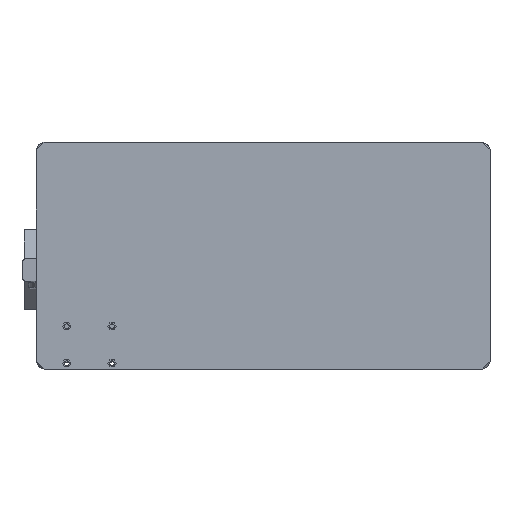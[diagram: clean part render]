
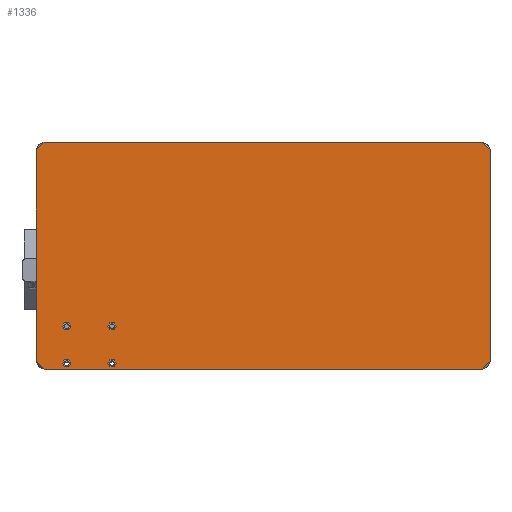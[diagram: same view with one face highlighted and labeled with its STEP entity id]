
A CAD part, front view. The second image highlights one B-rep face of the part: STEP entity #1336.
In plain terms, the highlighted planar face has unit normal (0, -1, 0).
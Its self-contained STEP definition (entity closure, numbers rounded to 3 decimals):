
#1=DIRECTION('',(-0.5,0.,-0.866));
#2=VECTOR('',#1,2.78);
#3=CARTESIAN_POINT('',(-131.409,0.,-44.287));
#4=LINE('',#3,#2);
#5=DIRECTION('',(0.5,0.,-0.866));
#6=VECTOR('',#5,2.82);
#7=CARTESIAN_POINT('',(-132.799,0.,-46.695));
#8=LINE('',#7,#6);
#9=DIRECTION('',(1.,0.,0.));
#10=VECTOR('',#9,2.8);
#11=CARTESIAN_POINT('',(-131.389,0.,-49.137));
#12=LINE('',#11,#10);
#13=DIRECTION('',(0.5,0.,0.866));
#14=VECTOR('',#13,2.78);
#15=CARTESIAN_POINT('',(-128.589,0.,-49.137));
#16=LINE('',#15,#14);
#17=DIRECTION('',(-0.5,0.,0.866));
#18=VECTOR('',#17,2.82);
#19=CARTESIAN_POINT('',(-127.199,0.,-46.729));
#20=LINE('',#19,#18);
#21=DIRECTION('',(-1.,0.,0.));
#22=VECTOR('',#21,2.8);
#23=CARTESIAN_POINT('',(-128.609,0.,-44.287));
#24=LINE('',#23,#22);
#25=DIRECTION('',(-1.,0.,0.));
#26=VECTOR('',#25,2.8);
#27=CARTESIAN_POINT('',(-98.589,0.,-44.27));
#28=LINE('',#27,#26);
#29=DIRECTION('',(-0.5,0.,-0.866));
#30=VECTOR('',#29,2.82);
#31=CARTESIAN_POINT('',(-101.389,0.,-44.27));
#32=LINE('',#31,#30);
#33=DIRECTION('',(0.5,0.,-0.866));
#34=VECTOR('',#33,2.8);
#35=CARTESIAN_POINT('',(-102.8,0.,-46.712));
#36=LINE('',#35,#34);
#37=DIRECTION('',(1.,0.,0.));
#38=VECTOR('',#37,2.8);
#39=CARTESIAN_POINT('',(-101.4,0.,-49.137));
#40=LINE('',#39,#38);
#41=DIRECTION('',(0.5,0.,0.866));
#42=VECTOR('',#41,2.82);
#43=CARTESIAN_POINT('',(-98.6,0.,-49.137));
#44=LINE('',#43,#42);
#45=DIRECTION('',(-0.5,0.,0.866));
#46=VECTOR('',#45,2.8);
#47=CARTESIAN_POINT('',(-97.189,0.,-46.695));
#48=LINE('',#47,#46);
#49=DIRECTION('',(1.,0.,0.));
#50=VECTOR('',#49,2.8);
#51=CARTESIAN_POINT('',(-131.409,0.,-73.636));
#52=LINE('',#51,#50);
#53=DIRECTION('',(0.5,0.,0.866));
#54=VECTOR('',#53,2.82);
#55=CARTESIAN_POINT('',(-128.609,0.,-73.636));
#56=LINE('',#55,#54);
#57=DIRECTION('',(-0.5,0.,0.866));
#58=VECTOR('',#57,2.78);
#59=CARTESIAN_POINT('',(-127.199,0.,-71.194));
#60=LINE('',#59,#58);
#61=DIRECTION('',(-1.,0.,0.));
#62=VECTOR('',#61,2.8);
#63=CARTESIAN_POINT('',(-128.589,0.,-68.786));
#64=LINE('',#63,#62);
#65=DIRECTION('',(-0.5,0.,-0.866));
#66=VECTOR('',#65,2.82);
#67=CARTESIAN_POINT('',(-131.389,0.,-68.786));
#68=LINE('',#67,#66);
#69=DIRECTION('',(0.5,0.,-0.866));
#70=VECTOR('',#69,2.78);
#71=CARTESIAN_POINT('',(-132.799,0.,-71.228));
#72=LINE('',#71,#70);
#73=DIRECTION('',(0.5,0.,0.866));
#74=VECTOR('',#73,2.8);
#75=CARTESIAN_POINT('',(-98.589,0.,-73.654));
#76=LINE('',#75,#74);
#77=DIRECTION('',(-0.5,0.,0.866));
#78=VECTOR('',#77,2.82);
#79=CARTESIAN_POINT('',(-97.189,0.,-71.229));
#80=LINE('',#79,#78);
#81=DIRECTION('',(-1.,0.,0.));
#82=VECTOR('',#81,2.8);
#83=CARTESIAN_POINT('',(-98.6,0.,-68.786));
#84=LINE('',#83,#82);
#85=DIRECTION('',(-0.5,0.,-0.866));
#86=VECTOR('',#85,2.8);
#87=CARTESIAN_POINT('',(-101.4,0.,-68.786));
#88=LINE('',#87,#86);
#89=DIRECTION('',(0.5,0.,-0.866));
#90=VECTOR('',#89,2.82);
#91=CARTESIAN_POINT('',(-102.8,0.,-71.211));
#92=LINE('',#91,#90);
#93=DIRECTION('',(1.,0.,0.));
#94=VECTOR('',#93,2.8);
#95=CARTESIAN_POINT('',(-101.389,0.,-73.654));
#96=LINE('',#95,#94);
#97=DIRECTION('',(-0.707,0.,0.707));
#98=VECTOR('',#97,7.071);
#99=CARTESIAN_POINT('',(150.,0.,70.));
#100=LINE('',#99,#98);
#101=DIRECTION('',(0.,0.,-1.));
#102=VECTOR('',#101,140.);
#103=CARTESIAN_POINT('',(150.,0.,70.));
#104=LINE('',#103,#102);
#105=DIRECTION('',(0.707,0.,0.707));
#106=VECTOR('',#105,7.071);
#107=CARTESIAN_POINT('',(145.,0.,-75.));
#108=LINE('',#107,#106);
#109=DIRECTION('',(-1.,0.,0.));
#110=VECTOR('',#109,290.);
#111=CARTESIAN_POINT('',(145.,0.,-75.));
#112=LINE('',#111,#110);
#113=DIRECTION('',(0.707,0.,-0.707));
#114=VECTOR('',#113,7.071);
#115=CARTESIAN_POINT('',(-150.,0.,-70.));
#116=LINE('',#115,#114);
#117=DIRECTION('',(0.,0.,1.));
#118=VECTOR('',#117,140.);
#119=CARTESIAN_POINT('',(-150.,0.,-70.));
#120=LINE('',#119,#118);
#121=DIRECTION('',(-0.707,0.,-0.707));
#122=VECTOR('',#121,7.071);
#123=CARTESIAN_POINT('',(-145.,0.,75.));
#124=LINE('',#123,#122);
#125=DIRECTION('',(1.,0.,0.));
#126=VECTOR('',#125,290.);
#127=CARTESIAN_POINT('',(-145.,0.,75.));
#128=LINE('',#127,#126);
#1009=CARTESIAN_POINT('',(-131.409,0.,-44.287));
#1010=CARTESIAN_POINT('',(-132.799,0.,-46.695));
#1011=VERTEX_POINT('',#1009);
#1012=VERTEX_POINT('',#1010);
#1013=CARTESIAN_POINT('',(-131.389,0.,-49.137));
#1014=VERTEX_POINT('',#1013);
#1015=CARTESIAN_POINT('',(-128.589,0.,-49.137));
#1016=VERTEX_POINT('',#1015);
#1017=CARTESIAN_POINT('',(-127.199,0.,-46.729));
#1018=VERTEX_POINT('',#1017);
#1019=CARTESIAN_POINT('',(-128.609,0.,-44.287));
#1020=VERTEX_POINT('',#1019);
#1021=CARTESIAN_POINT('',(-98.589,0.,-44.27));
#1022=CARTESIAN_POINT('',(-101.389,0.,-44.27));
#1023=VERTEX_POINT('',#1021);
#1024=VERTEX_POINT('',#1022);
#1025=CARTESIAN_POINT('',(-102.8,0.,-46.712));
#1026=VERTEX_POINT('',#1025);
#1027=CARTESIAN_POINT('',(-101.4,0.,-49.137));
#1028=VERTEX_POINT('',#1027);
#1029=CARTESIAN_POINT('',(-98.6,0.,-49.137));
#1030=VERTEX_POINT('',#1029);
#1031=CARTESIAN_POINT('',(-97.189,0.,-46.695));
#1032=VERTEX_POINT('',#1031);
#1121=CARTESIAN_POINT('',(150.,0.,70.));
#1122=CARTESIAN_POINT('',(145.,0.,75.));
#1123=VERTEX_POINT('',#1121);
#1124=VERTEX_POINT('',#1122);
#1129=CARTESIAN_POINT('',(145.,0.,-75.));
#1130=CARTESIAN_POINT('',(150.,0.,-70.));
#1131=VERTEX_POINT('',#1129);
#1132=VERTEX_POINT('',#1130);
#1137=CARTESIAN_POINT('',(-145.,0.,75.));
#1138=CARTESIAN_POINT('',(-150.,0.,70.));
#1139=VERTEX_POINT('',#1137);
#1140=VERTEX_POINT('',#1138);
#1145=CARTESIAN_POINT('',(-150.,0.,-70.));
#1146=CARTESIAN_POINT('',(-145.,0.,-75.));
#1147=VERTEX_POINT('',#1145);
#1148=VERTEX_POINT('',#1146);
#1233=CARTESIAN_POINT('',(-131.409,0.,-73.636));
#1234=CARTESIAN_POINT('',(-128.609,0.,-73.636));
#1235=VERTEX_POINT('',#1233);
#1236=VERTEX_POINT('',#1234);
#1237=CARTESIAN_POINT('',(-127.199,0.,-71.194));
#1238=VERTEX_POINT('',#1237);
#1239=CARTESIAN_POINT('',(-128.589,0.,-68.786));
#1240=VERTEX_POINT('',#1239);
#1241=CARTESIAN_POINT('',(-131.389,0.,-68.786));
#1242=VERTEX_POINT('',#1241);
#1243=CARTESIAN_POINT('',(-132.799,0.,-71.228));
#1244=VERTEX_POINT('',#1243);
#1245=CARTESIAN_POINT('',(-98.589,0.,-73.654));
#1246=CARTESIAN_POINT('',(-97.189,0.,-71.229));
#1247=VERTEX_POINT('',#1245);
#1248=VERTEX_POINT('',#1246);
#1249=CARTESIAN_POINT('',(-98.6,0.,-68.786));
#1250=VERTEX_POINT('',#1249);
#1251=CARTESIAN_POINT('',(-101.4,0.,-68.786));
#1252=VERTEX_POINT('',#1251);
#1253=CARTESIAN_POINT('',(-102.8,0.,-71.211));
#1254=VERTEX_POINT('',#1253);
#1255=CARTESIAN_POINT('',(-101.389,0.,-73.654));
#1256=VERTEX_POINT('',#1255);
#1257=CARTESIAN_POINT('',(0.,0.,0.));
#1258=DIRECTION('',(0.,1.,0.));
#1259=DIRECTION('',(1.,0.,0.));
#1260=AXIS2_PLACEMENT_3D('',#1257,#1258,#1259);
#1261=PLANE('',#1260);
#1263=ORIENTED_EDGE('',*,*,#1262,.F.);
#1265=ORIENTED_EDGE('',*,*,#1264,.T.);
#1267=ORIENTED_EDGE('',*,*,#1266,.F.);
#1269=ORIENTED_EDGE('',*,*,#1268,.T.);
#1271=ORIENTED_EDGE('',*,*,#1270,.F.);
#1273=ORIENTED_EDGE('',*,*,#1272,.T.);
#1275=ORIENTED_EDGE('',*,*,#1274,.F.);
#1277=ORIENTED_EDGE('',*,*,#1276,.T.);
#1278=EDGE_LOOP('',(#1263,#1265,#1267,#1269,#1271,#1273,#1275,#1277));
#1279=FACE_OUTER_BOUND('',#1278,.F.);
#1281=ORIENTED_EDGE('',*,*,#1280,.T.);
#1283=ORIENTED_EDGE('',*,*,#1282,.T.);
#1285=ORIENTED_EDGE('',*,*,#1284,.T.);
#1287=ORIENTED_EDGE('',*,*,#1286,.T.);
#1289=ORIENTED_EDGE('',*,*,#1288,.T.);
#1291=ORIENTED_EDGE('',*,*,#1290,.T.);
#1292=EDGE_LOOP('',(#1281,#1283,#1285,#1287,#1289,#1291));
#1293=FACE_BOUND('',#1292,.F.);
#1295=ORIENTED_EDGE('',*,*,#1294,.T.);
#1297=ORIENTED_EDGE('',*,*,#1296,.T.);
#1299=ORIENTED_EDGE('',*,*,#1298,.T.);
#1301=ORIENTED_EDGE('',*,*,#1300,.T.);
#1303=ORIENTED_EDGE('',*,*,#1302,.T.);
#1305=ORIENTED_EDGE('',*,*,#1304,.T.);
#1306=EDGE_LOOP('',(#1295,#1297,#1299,#1301,#1303,#1305));
#1307=FACE_BOUND('',#1306,.F.);
#1309=ORIENTED_EDGE('',*,*,#1308,.T.);
#1311=ORIENTED_EDGE('',*,*,#1310,.T.);
#1313=ORIENTED_EDGE('',*,*,#1312,.T.);
#1315=ORIENTED_EDGE('',*,*,#1314,.T.);
#1317=ORIENTED_EDGE('',*,*,#1316,.T.);
#1319=ORIENTED_EDGE('',*,*,#1318,.T.);
#1320=EDGE_LOOP('',(#1309,#1311,#1313,#1315,#1317,#1319));
#1321=FACE_BOUND('',#1320,.F.);
#1323=ORIENTED_EDGE('',*,*,#1322,.T.);
#1325=ORIENTED_EDGE('',*,*,#1324,.T.);
#1327=ORIENTED_EDGE('',*,*,#1326,.T.);
#1329=ORIENTED_EDGE('',*,*,#1328,.T.);
#1331=ORIENTED_EDGE('',*,*,#1330,.T.);
#1333=ORIENTED_EDGE('',*,*,#1332,.T.);
#1334=EDGE_LOOP('',(#1323,#1325,#1327,#1329,#1331,#1333));
#1335=FACE_BOUND('',#1334,.F.);
#1336=ADVANCED_FACE('',(#1279,#1293,#1307,#1321,#1335),#1261,.F.);
#1262=EDGE_CURVE('',#1123,#1124,#100,.T.);
#1264=EDGE_CURVE('',#1123,#1132,#104,.T.);
#1266=EDGE_CURVE('',#1131,#1132,#108,.T.);
#1268=EDGE_CURVE('',#1131,#1148,#112,.T.);
#1270=EDGE_CURVE('',#1147,#1148,#116,.T.);
#1272=EDGE_CURVE('',#1147,#1140,#120,.T.);
#1274=EDGE_CURVE('',#1139,#1140,#124,.T.);
#1276=EDGE_CURVE('',#1139,#1124,#128,.T.);
#1280=EDGE_CURVE('',#1023,#1024,#28,.T.);
#1282=EDGE_CURVE('',#1024,#1026,#32,.T.);
#1284=EDGE_CURVE('',#1026,#1028,#36,.T.);
#1286=EDGE_CURVE('',#1028,#1030,#40,.T.);
#1288=EDGE_CURVE('',#1030,#1032,#44,.T.);
#1290=EDGE_CURVE('',#1032,#1023,#48,.T.);
#1294=EDGE_CURVE('',#1235,#1236,#52,.T.);
#1296=EDGE_CURVE('',#1236,#1238,#56,.T.);
#1298=EDGE_CURVE('',#1238,#1240,#60,.T.);
#1300=EDGE_CURVE('',#1240,#1242,#64,.T.);
#1302=EDGE_CURVE('',#1242,#1244,#68,.T.);
#1304=EDGE_CURVE('',#1244,#1235,#72,.T.);
#1308=EDGE_CURVE('',#1247,#1248,#76,.T.);
#1310=EDGE_CURVE('',#1248,#1250,#80,.T.);
#1312=EDGE_CURVE('',#1250,#1252,#84,.T.);
#1314=EDGE_CURVE('',#1252,#1254,#88,.T.);
#1316=EDGE_CURVE('',#1254,#1256,#92,.T.);
#1318=EDGE_CURVE('',#1256,#1247,#96,.T.);
#1322=EDGE_CURVE('',#1011,#1012,#4,.T.);
#1324=EDGE_CURVE('',#1012,#1014,#8,.T.);
#1326=EDGE_CURVE('',#1014,#1016,#12,.T.);
#1328=EDGE_CURVE('',#1016,#1018,#16,.T.);
#1330=EDGE_CURVE('',#1018,#1020,#20,.T.);
#1332=EDGE_CURVE('',#1020,#1011,#24,.T.);
